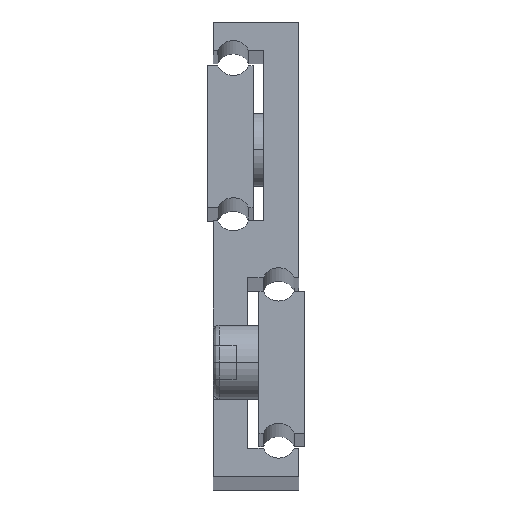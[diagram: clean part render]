
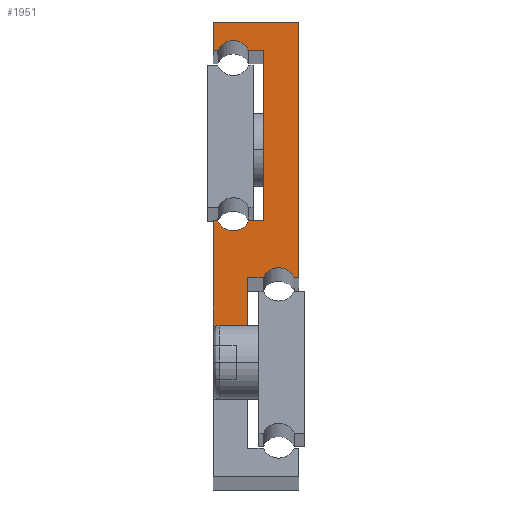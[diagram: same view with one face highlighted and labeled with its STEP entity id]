
A CAD part, top view. The second image highlights one B-rep face of the part: STEP entity #1951.
In plain terms, the highlighted planar face has unit normal (0, 0, 1).
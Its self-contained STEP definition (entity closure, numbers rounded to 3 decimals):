
#44 = VECTOR ( 'NONE', #526, 1000. ) ;
#66 = VERTEX_POINT ( 'NONE', #1948 ) ;
#75 = CIRCLE ( 'NONE', #1320, 3. ) ;
#107 = CARTESIAN_POINT ( 'NONE',  ( 6., 5., 675. ) ) ;
#121 = CARTESIAN_POINT ( 'NONE',  ( 3.5, 73.75, 675. ) ) ;
#148 = DIRECTION ( 'NONE',  ( 0., 0., -1. ) ) ;
#156 = ORIENTED_EDGE ( 'NONE', *, *, #731, .T. ) ;
#158 = ORIENTED_EDGE ( 'NONE', *, *, #1617, .T. ) ;
#161 = DIRECTION ( 'NONE',  ( -1., 0., 0. ) ) ;
#168 = LINE ( 'NONE', #319, #1227 ) ;
#197 = DIRECTION ( 'NONE',  ( 0., -1., 0. ) ) ;
#199 = ORIENTED_EDGE ( 'NONE', *, *, #716, .T. ) ;
#205 = CARTESIAN_POINT ( 'NONE',  ( 0., 0., 675. ) ) ;
#211 = LINE ( 'NONE', #1248, #623 ) ;
#233 = DIRECTION ( 'NONE',  ( 0., -1., 0. ) ) ;
#241 = ORIENTED_EDGE ( 'NONE', *, *, #1054, .T. ) ;
#250 = VECTOR ( 'NONE', #1404, 1000. ) ;
#301 = CARTESIAN_POINT ( 'NONE',  ( 3.5, 46.25, 675. ) ) ;
#304 = LINE ( 'NONE', #2045, #1867 ) ;
#315 = DIRECTION ( 'NONE',  ( 0., 0., -1. ) ) ;
#319 = CARTESIAN_POINT ( 'NONE',  ( 8.773, 35., 675. ) ) ;
#337 = CARTESIAN_POINT ( 'NONE',  ( 15., 80., 675. ) ) ;
#367 = ORIENTED_EDGE ( 'NONE', *, *, #1668, .T. ) ;
#368 = CARTESIAN_POINT ( 'NONE',  ( 0.773, 75., 675. ) ) ;
#379 = CARTESIAN_POINT ( 'NONE',  ( 0.773, 45., 675. ) ) ;
#382 = VECTOR ( 'NONE', #1027, 1000. ) ;
#428 = EDGE_CURVE ( 'NONE', #2209, #1004, #1943, .T. ) ;
#478 = DIRECTION ( 'NONE',  ( 0., 0., -1. ) ) ;
#488 = FACE_OUTER_BOUND ( 'NONE', #1634, .T. ) ;
#508 = VECTOR ( 'NONE', #2022, 1000. ) ;
#525 = CARTESIAN_POINT ( 'NONE',  ( 15., 35., 675. ) ) ;
#526 = DIRECTION ( 'NONE',  ( 0., -1., 0. ) ) ;
#539 = LINE ( 'NONE', #1390, #250 ) ;
#566 = LINE ( 'NONE', #1070, #1235 ) ;
#587 = DIRECTION ( 'NONE',  ( 0., 1., 0. ) ) ;
#592 = DIRECTION ( 'NONE',  ( 0., 1., 0. ) ) ;
#623 = VECTOR ( 'NONE', #587, 1000. ) ;
#640 = EDGE_CURVE ( 'NONE', #679, #1146, #853, .T. ) ;
#650 = VECTOR ( 'NONE', #197, 1000. ) ;
#652 = VECTOR ( 'NONE', #592, 1000. ) ;
#661 = CARTESIAN_POINT ( 'NONE',  ( 0., 75., 675. ) ) ;
#671 = VECTOR ( 'NONE', #233, 1000. ) ;
#679 = VERTEX_POINT ( 'NONE', #1892 ) ;
#705 = CARTESIAN_POINT ( 'NONE',  ( 8.9, 75., 675. ) ) ;
#716 = EDGE_CURVE ( 'NONE', #1909, #1191, #1535, .T. ) ;
#719 = CIRCLE ( 'NONE', #1936, 3. ) ;
#731 = EDGE_CURVE ( 'NONE', #1769, #679, #1573, .T. ) ;
#749 = CARTESIAN_POINT ( 'NONE',  ( 0., 75., 675. ) ) ;
#752 = EDGE_CURVE ( 'NONE', #66, #772, #566, .T. ) ;
#772 = VERTEX_POINT ( 'NONE', #1084 ) ;
#779 = VERTEX_POINT ( 'NONE', #749 ) ;
#780 = CARTESIAN_POINT ( 'NONE',  ( 8.773, 35., 675. ) ) ;
#816 = DIRECTION ( 'NONE',  ( -1., 0., 0. ) ) ;
#832 = EDGE_CURVE ( 'NONE', #1004, #1909, #211, .T. ) ;
#838 = CARTESIAN_POINT ( 'NONE',  ( 15., 35., 675. ) ) ;
#853 = LINE ( 'NONE', #1175, #382 ) ;
#885 = VERTEX_POINT ( 'NONE', #780 ) ;
#965 = DIRECTION ( 'NONE',  ( 0., 0., -1. ) ) ;
#980 = ORIENTED_EDGE ( 'NONE', *, *, #640, .T. ) ;
#1002 = PLANE ( 'NONE',  #2092 ) ;
#1004 = VERTEX_POINT ( 'NONE', #838 ) ;
#1027 = DIRECTION ( 'NONE',  ( -1., 0., 0. ) ) ;
#1054 = EDGE_CURVE ( 'NONE', #1930, #885, #168, .T. ) ;
#1070 = CARTESIAN_POINT ( 'NONE',  ( 0., 26.5, 675. ) ) ;
#1075 = CARTESIAN_POINT ( 'NONE',  ( 0., 45., 675. ) ) ;
#1084 = CARTESIAN_POINT ( 'NONE',  ( 6., 26.5, 675. ) ) ;
#1114 = CIRCLE ( 'NONE', #2053, 3. ) ;
#1146 = VERTEX_POINT ( 'NONE', #1853 ) ;
#1160 = EDGE_CURVE ( 'NONE', #1191, #779, #1382, .T. ) ;
#1170 = VERTEX_POINT ( 'NONE', #368 ) ;
#1171 = DIRECTION ( 'NONE',  ( 1., 0., 0. ) ) ;
#1175 = CARTESIAN_POINT ( 'NONE',  ( 6.227, 45., 675. ) ) ;
#1191 = VERTEX_POINT ( 'NONE', #1568 ) ;
#1200 = ORIENTED_EDGE ( 'NONE', *, *, #832, .T. ) ;
#1201 = DIRECTION ( 'NONE',  ( 1., 0., 0. ) ) ;
#1218 = VERTEX_POINT ( 'NONE', #379 ) ;
#1227 = VECTOR ( 'NONE', #1171, 1000. ) ;
#1235 = VECTOR ( 'NONE', #1763, 1000. ) ;
#1240 = VECTOR ( 'NONE', #1201, 1000. ) ;
#1248 = CARTESIAN_POINT ( 'NONE',  ( 15., 80., 675. ) ) ;
#1281 = ORIENTED_EDGE ( 'NONE', *, *, #1797, .T. ) ;
#1320 = AXIS2_PLACEMENT_3D ( 'NONE', #1888, #315, #2176 ) ;
#1354 = EDGE_CURVE ( 'NONE', #1170, #1658, #719, .T. ) ;
#1382 = LINE ( 'NONE', #1757, #650 ) ;
#1390 = CARTESIAN_POINT ( 'NONE',  ( 6.227, 75., 675. ) ) ;
#1404 = DIRECTION ( 'NONE',  ( 1., 0., 0. ) ) ;
#1419 = ORIENTED_EDGE ( 'NONE', *, *, #1160, .T. ) ;
#1453 = EDGE_CURVE ( 'NONE', #1146, #1218, #75, .T. ) ;
#1493 = DIRECTION ( 'NONE',  ( -1., 0., 0. ) ) ;
#1509 = DIRECTION ( 'NONE',  ( -1., 0., 0. ) ) ;
#1535 = LINE ( 'NONE', #337, #1631 ) ;
#1541 = ORIENTED_EDGE ( 'NONE', *, *, #752, .T. ) ;
#1555 = EDGE_CURVE ( 'NONE', #1218, #2075, #304, .T. ) ;
#1568 = CARTESIAN_POINT ( 'NONE',  ( 0., 80., 675. ) ) ;
#1573 = LINE ( 'NONE', #2079, #671 ) ;
#1617 = EDGE_CURVE ( 'NONE', #779, #1170, #2191, .T. ) ;
#1629 = EDGE_CURVE ( 'NONE', #1658, #1769, #539, .T. ) ;
#1631 = VECTOR ( 'NONE', #1509, 1000. ) ;
#1633 = DIRECTION ( 'NONE',  ( 1., 0., 0. ) ) ;
#1634 = EDGE_LOOP ( 'NONE', ( #367, #1541, #1281, #241, #1712, #1662, #1200, #199, #1419, #158, #2198, #1771, #156, #980, #2126, #2063 ) ) ;
#1652 = LINE ( 'NONE', #107, #652 ) ;
#1658 = VERTEX_POINT ( 'NONE', #2096 ) ;
#1662 = ORIENTED_EDGE ( 'NONE', *, *, #428, .T. ) ;
#1668 = EDGE_CURVE ( 'NONE', #2075, #66, #2084, .T. ) ;
#1712 = ORIENTED_EDGE ( 'NONE', *, *, #2035, .T. ) ;
#1757 = CARTESIAN_POINT ( 'NONE',  ( 0., 80., 675. ) ) ;
#1763 = DIRECTION ( 'NONE',  ( 1., 0., 0. ) ) ;
#1769 = VERTEX_POINT ( 'NONE', #705 ) ;
#1771 = ORIENTED_EDGE ( 'NONE', *, *, #1629, .T. ) ;
#1797 = EDGE_CURVE ( 'NONE', #772, #1930, #1652, .T. ) ;
#1853 = CARTESIAN_POINT ( 'NONE',  ( 6.227, 45., 675. ) ) ;
#1867 = VECTOR ( 'NONE', #1493, 1000. ) ;
#1888 = CARTESIAN_POINT ( 'NONE',  ( 3.5, 46.25, 675. ) ) ;
#1892 = CARTESIAN_POINT ( 'NONE',  ( 8.9, 45., 675. ) ) ;
#1909 = VERTEX_POINT ( 'NONE', #2212 ) ;
#1930 = VERTEX_POINT ( 'NONE', #2162 ) ;
#1936 = AXIS2_PLACEMENT_3D ( 'NONE', #121, #965, #1633 ) ;
#1943 = LINE ( 'NONE', #525, #1240 ) ;
#1948 = CARTESIAN_POINT ( 'NONE',  ( 0., 26.5, 675. ) ) ;
#1951 = ADVANCED_FACE ( 'NONE', ( #488 ), #1002, .F. ) ;
#2010 = CARTESIAN_POINT ( 'NONE',  ( 11.5, 33.75, 675. ) ) ;
#2022 = DIRECTION ( 'NONE',  ( 1., 0., 0. ) ) ;
#2035 = EDGE_CURVE ( 'NONE', #885, #2209, #1114, .T. ) ;
#2045 = CARTESIAN_POINT ( 'NONE',  ( 0., 45., 675. ) ) ;
#2053 = AXIS2_PLACEMENT_3D ( 'NONE', #2010, #478, #816 ) ;
#2063 = ORIENTED_EDGE ( 'NONE', *, *, #1555, .T. ) ;
#2075 = VERTEX_POINT ( 'NONE', #1075 ) ;
#2079 = CARTESIAN_POINT ( 'NONE',  ( 8.9, 75., 675. ) ) ;
#2084 = LINE ( 'NONE', #205, #44 ) ;
#2092 = AXIS2_PLACEMENT_3D ( 'NONE', #301, #148, #161 ) ;
#2096 = CARTESIAN_POINT ( 'NONE',  ( 6.227, 75., 675. ) ) ;
#2126 = ORIENTED_EDGE ( 'NONE', *, *, #1453, .T. ) ;
#2149 = CARTESIAN_POINT ( 'NONE',  ( 14.227, 35., 675. ) ) ;
#2162 = CARTESIAN_POINT ( 'NONE',  ( 6., 35., 675. ) ) ;
#2176 = DIRECTION ( 'NONE',  ( -1., 0., 0. ) ) ;
#2191 = LINE ( 'NONE', #661, #508 ) ;
#2198 = ORIENTED_EDGE ( 'NONE', *, *, #1354, .T. ) ;
#2209 = VERTEX_POINT ( 'NONE', #2149 ) ;
#2212 = CARTESIAN_POINT ( 'NONE',  ( 15., 80., 675. ) ) ;
